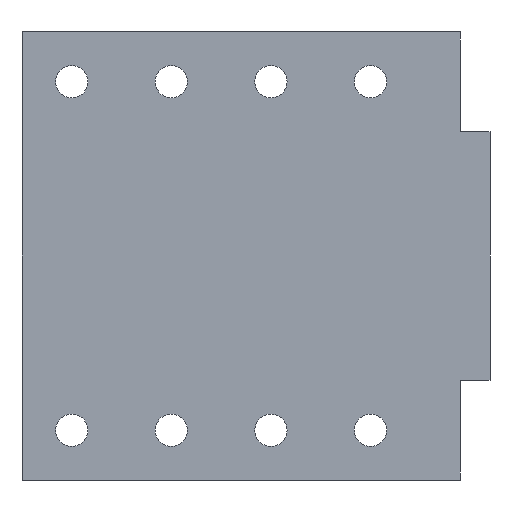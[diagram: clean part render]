
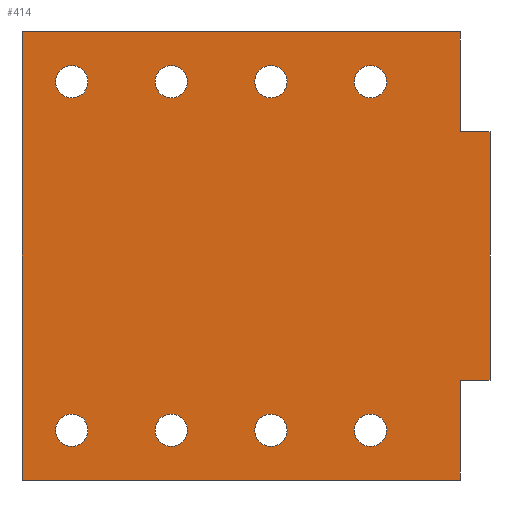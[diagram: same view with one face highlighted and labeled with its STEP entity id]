
A CAD part, front view. The second image highlights one B-rep face of the part: STEP entity #414.
In plain terms, the highlighted planar face has unit normal (0, -1, 0).
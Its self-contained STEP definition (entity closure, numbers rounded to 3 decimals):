
#23=FACE_BOUND('',#85,.T.);
#24=FACE_BOUND('',#86,.T.);
#25=FACE_BOUND('',#87,.T.);
#26=FACE_BOUND('',#88,.T.);
#27=FACE_BOUND('',#89,.T.);
#28=FACE_BOUND('',#90,.T.);
#29=FACE_BOUND('',#91,.T.);
#30=FACE_BOUND('',#92,.T.);
#40=PLANE('',#476);
#58=FACE_OUTER_BOUND('',#84,.T.);
#84=EDGE_LOOP('',(#365,#366,#367,#368,#369,#370,#371,#372));
#85=EDGE_LOOP('',(#373,#374));
#86=EDGE_LOOP('',(#375,#376));
#87=EDGE_LOOP('',(#377,#378));
#88=EDGE_LOOP('',(#379,#380));
#89=EDGE_LOOP('',(#381,#382));
#90=EDGE_LOOP('',(#383,#384));
#91=EDGE_LOOP('',(#385,#386));
#92=EDGE_LOOP('',(#387,#388));
#101=LINE('',#663,#133);
#105=LINE('',#671,#137);
#108=LINE('',#677,#140);
#111=LINE('',#683,#143);
#114=LINE('',#689,#146);
#117=LINE('',#695,#149);
#120=LINE('',#701,#152);
#123=LINE('',#706,#155);
#133=VECTOR('',#553,10.);
#137=VECTOR('',#559,10.);
#140=VECTOR('',#564,10.);
#143=VECTOR('',#569,10.);
#146=VECTOR('',#574,10.);
#149=VECTOR('',#579,10.);
#152=VECTOR('',#584,10.);
#155=VECTOR('',#589,10.);
#157=CIRCLE('',#436,3.25);
#158=CIRCLE('',#437,3.25);
#160=CIRCLE('',#440,3.25);
#161=CIRCLE('',#441,3.25);
#163=CIRCLE('',#444,3.25);
#164=CIRCLE('',#445,3.25);
#166=CIRCLE('',#448,3.25);
#167=CIRCLE('',#449,3.25);
#169=CIRCLE('',#452,3.25);
#170=CIRCLE('',#453,3.25);
#172=CIRCLE('',#456,3.25);
#173=CIRCLE('',#457,3.25);
#175=CIRCLE('',#460,3.25);
#176=CIRCLE('',#461,3.25);
#178=CIRCLE('',#464,3.25);
#179=CIRCLE('',#465,3.25);
#181=VERTEX_POINT('',#597);
#182=VERTEX_POINT('',#598);
#184=VERTEX_POINT('',#605);
#185=VERTEX_POINT('',#606);
#187=VERTEX_POINT('',#613);
#188=VERTEX_POINT('',#614);
#190=VERTEX_POINT('',#621);
#191=VERTEX_POINT('',#622);
#193=VERTEX_POINT('',#629);
#194=VERTEX_POINT('',#630);
#196=VERTEX_POINT('',#637);
#197=VERTEX_POINT('',#638);
#199=VERTEX_POINT('',#645);
#200=VERTEX_POINT('',#646);
#202=VERTEX_POINT('',#653);
#203=VERTEX_POINT('',#654);
#205=VERTEX_POINT('',#661);
#206=VERTEX_POINT('',#662);
#209=VERTEX_POINT('',#670);
#211=VERTEX_POINT('',#676);
#213=VERTEX_POINT('',#682);
#215=VERTEX_POINT('',#688);
#217=VERTEX_POINT('',#694);
#219=VERTEX_POINT('',#700);
#221=EDGE_CURVE('',#181,#182,#157,.T.);
#222=EDGE_CURVE('',#182,#181,#158,.T.);
#225=EDGE_CURVE('',#184,#185,#160,.T.);
#226=EDGE_CURVE('',#185,#184,#161,.T.);
#229=EDGE_CURVE('',#187,#188,#163,.T.);
#230=EDGE_CURVE('',#188,#187,#164,.T.);
#233=EDGE_CURVE('',#190,#191,#166,.T.);
#234=EDGE_CURVE('',#191,#190,#167,.T.);
#237=EDGE_CURVE('',#193,#194,#169,.T.);
#238=EDGE_CURVE('',#194,#193,#170,.T.);
#241=EDGE_CURVE('',#196,#197,#172,.T.);
#242=EDGE_CURVE('',#197,#196,#173,.T.);
#245=EDGE_CURVE('',#199,#200,#175,.T.);
#246=EDGE_CURVE('',#200,#199,#176,.T.);
#249=EDGE_CURVE('',#202,#203,#178,.T.);
#250=EDGE_CURVE('',#203,#202,#179,.T.);
#253=EDGE_CURVE('',#205,#206,#101,.T.);
#257=EDGE_CURVE('',#209,#205,#105,.T.);
#260=EDGE_CURVE('',#211,#209,#108,.T.);
#263=EDGE_CURVE('',#213,#211,#111,.T.);
#266=EDGE_CURVE('',#215,#213,#114,.T.);
#269=EDGE_CURVE('',#217,#215,#117,.T.);
#272=EDGE_CURVE('',#219,#217,#120,.T.);
#275=EDGE_CURVE('',#206,#219,#123,.T.);
#365=ORIENTED_EDGE('',*,*,#275,.F.);
#366=ORIENTED_EDGE('',*,*,#253,.F.);
#367=ORIENTED_EDGE('',*,*,#257,.F.);
#368=ORIENTED_EDGE('',*,*,#260,.F.);
#369=ORIENTED_EDGE('',*,*,#263,.F.);
#370=ORIENTED_EDGE('',*,*,#266,.F.);
#371=ORIENTED_EDGE('',*,*,#269,.F.);
#372=ORIENTED_EDGE('',*,*,#272,.F.);
#373=ORIENTED_EDGE('',*,*,#221,.T.);
#374=ORIENTED_EDGE('',*,*,#222,.T.);
#375=ORIENTED_EDGE('',*,*,#225,.T.);
#376=ORIENTED_EDGE('',*,*,#226,.T.);
#377=ORIENTED_EDGE('',*,*,#229,.T.);
#378=ORIENTED_EDGE('',*,*,#230,.T.);
#379=ORIENTED_EDGE('',*,*,#233,.T.);
#380=ORIENTED_EDGE('',*,*,#234,.T.);
#381=ORIENTED_EDGE('',*,*,#237,.T.);
#382=ORIENTED_EDGE('',*,*,#238,.T.);
#383=ORIENTED_EDGE('',*,*,#241,.T.);
#384=ORIENTED_EDGE('',*,*,#242,.T.);
#385=ORIENTED_EDGE('',*,*,#245,.T.);
#386=ORIENTED_EDGE('',*,*,#246,.T.);
#387=ORIENTED_EDGE('',*,*,#249,.T.);
#388=ORIENTED_EDGE('',*,*,#250,.T.);
#414=ADVANCED_FACE('',(#58,#23,#24,#25,#26,#27,#28,#29,#30),#40,.F.);
#436=AXIS2_PLACEMENT_3D('',#599,#481,#482);
#437=AXIS2_PLACEMENT_3D('',#600,#483,#484);
#440=AXIS2_PLACEMENT_3D('',#607,#490,#491);
#441=AXIS2_PLACEMENT_3D('',#608,#492,#493);
#444=AXIS2_PLACEMENT_3D('',#615,#499,#500);
#445=AXIS2_PLACEMENT_3D('',#616,#501,#502);
#448=AXIS2_PLACEMENT_3D('',#623,#508,#509);
#449=AXIS2_PLACEMENT_3D('',#624,#510,#511);
#452=AXIS2_PLACEMENT_3D('',#631,#517,#518);
#453=AXIS2_PLACEMENT_3D('',#632,#519,#520);
#456=AXIS2_PLACEMENT_3D('',#639,#526,#527);
#457=AXIS2_PLACEMENT_3D('',#640,#528,#529);
#460=AXIS2_PLACEMENT_3D('',#647,#535,#536);
#461=AXIS2_PLACEMENT_3D('',#648,#537,#538);
#464=AXIS2_PLACEMENT_3D('',#655,#544,#545);
#465=AXIS2_PLACEMENT_3D('',#656,#546,#547);
#476=AXIS2_PLACEMENT_3D('',#709,#593,#594);
#481=DIRECTION('center_axis',(0.,1.,0.));
#482=DIRECTION('ref_axis',(-1.,0.,0.));
#483=DIRECTION('center_axis',(0.,1.,0.));
#484=DIRECTION('ref_axis',(-1.,0.,0.));
#490=DIRECTION('center_axis',(0.,1.,0.));
#491=DIRECTION('ref_axis',(-1.,0.,0.));
#492=DIRECTION('center_axis',(0.,1.,0.));
#493=DIRECTION('ref_axis',(-1.,0.,0.));
#499=DIRECTION('center_axis',(0.,1.,0.));
#500=DIRECTION('ref_axis',(-1.,0.,0.));
#501=DIRECTION('center_axis',(0.,1.,0.));
#502=DIRECTION('ref_axis',(-1.,0.,0.));
#508=DIRECTION('center_axis',(0.,1.,0.));
#509=DIRECTION('ref_axis',(-1.,0.,0.));
#510=DIRECTION('center_axis',(0.,1.,0.));
#511=DIRECTION('ref_axis',(-1.,0.,0.));
#517=DIRECTION('center_axis',(0.,1.,0.));
#518=DIRECTION('ref_axis',(-1.,0.,0.));
#519=DIRECTION('center_axis',(0.,1.,0.));
#520=DIRECTION('ref_axis',(-1.,0.,0.));
#526=DIRECTION('center_axis',(0.,1.,0.));
#527=DIRECTION('ref_axis',(-1.,0.,0.));
#528=DIRECTION('center_axis',(0.,1.,0.));
#529=DIRECTION('ref_axis',(-1.,0.,0.));
#535=DIRECTION('center_axis',(0.,1.,0.));
#536=DIRECTION('ref_axis',(-1.,0.,0.));
#537=DIRECTION('center_axis',(0.,1.,0.));
#538=DIRECTION('ref_axis',(-1.,0.,0.));
#544=DIRECTION('center_axis',(0.,1.,0.));
#545=DIRECTION('ref_axis',(-1.,0.,0.));
#546=DIRECTION('center_axis',(0.,1.,0.));
#547=DIRECTION('ref_axis',(-1.,0.,0.));
#553=DIRECTION('',(-1.,0.,0.));
#559=DIRECTION('',(0.,0.,-1.));
#564=DIRECTION('',(1.,0.,0.));
#569=DIRECTION('',(0.,0.,-1.));
#574=DIRECTION('',(1.,0.,0.));
#579=DIRECTION('',(0.,0.,1.));
#584=DIRECTION('',(-1.,0.,0.));
#589=DIRECTION('',(0.,0.,-1.));
#593=DIRECTION('center_axis',(0.,1.,0.));
#594=DIRECTION('ref_axis',(0.,0.,1.));
#597=CARTESIAN_POINT('',(5.08,0.,4.211));
#598=CARTESIAN_POINT('',(11.58,0.,4.211));
#599=CARTESIAN_POINT('Origin',(8.33,0.,4.211));
#600=CARTESIAN_POINT('Origin',(8.33,0.,4.211));
#605=CARTESIAN_POINT('',(25.08,0.,4.211));
#606=CARTESIAN_POINT('',(31.58,0.,4.211));
#607=CARTESIAN_POINT('Origin',(28.33,0.,4.211));
#608=CARTESIAN_POINT('Origin',(28.33,0.,4.211));
#613=CARTESIAN_POINT('',(45.08,0.,4.211));
#614=CARTESIAN_POINT('',(51.58,0.,4.211));
#615=CARTESIAN_POINT('Origin',(48.33,0.,4.211));
#616=CARTESIAN_POINT('Origin',(48.33,0.,4.211));
#621=CARTESIAN_POINT('',(65.08,0.,4.211));
#622=CARTESIAN_POINT('',(71.58,0.,4.211));
#623=CARTESIAN_POINT('Origin',(68.33,0.,4.211));
#624=CARTESIAN_POINT('Origin',(68.33,0.,4.211));
#629=CARTESIAN_POINT('',(65.08,0.,-65.789));
#630=CARTESIAN_POINT('',(71.58,0.,-65.789));
#631=CARTESIAN_POINT('Origin',(68.33,0.,-65.789));
#632=CARTESIAN_POINT('Origin',(68.33,0.,-65.789));
#637=CARTESIAN_POINT('',(45.08,0.,-65.789));
#638=CARTESIAN_POINT('',(51.58,0.,-65.789));
#639=CARTESIAN_POINT('Origin',(48.33,0.,-65.789));
#640=CARTESIAN_POINT('Origin',(48.33,0.,-65.789));
#645=CARTESIAN_POINT('',(25.08,0.,-65.789));
#646=CARTESIAN_POINT('',(31.58,0.,-65.789));
#647=CARTESIAN_POINT('Origin',(28.33,0.,-65.789));
#648=CARTESIAN_POINT('Origin',(28.33,0.,-65.789));
#653=CARTESIAN_POINT('',(5.08,0.,-65.789));
#654=CARTESIAN_POINT('',(11.58,0.,-65.789));
#655=CARTESIAN_POINT('Origin',(8.33,0.,-65.789));
#656=CARTESIAN_POINT('Origin',(8.33,0.,-65.789));
#661=CARTESIAN_POINT('',(92.33,0.,-55.789));
#662=CARTESIAN_POINT('',(86.33,0.,-55.789));
#663=CARTESIAN_POINT('',(92.33,0.,-55.789));
#670=CARTESIAN_POINT('',(92.33,0.,-5.789));
#671=CARTESIAN_POINT('',(92.33,0.,-5.789));
#676=CARTESIAN_POINT('',(86.33,0.,-5.789));
#677=CARTESIAN_POINT('',(86.33,0.,-5.789));
#682=CARTESIAN_POINT('',(86.33,0.,14.211));
#683=CARTESIAN_POINT('',(86.33,0.,14.211));
#688=CARTESIAN_POINT('',(-1.67,0.,14.211));
#689=CARTESIAN_POINT('',(-1.67,0.,14.211));
#694=CARTESIAN_POINT('',(-1.67,0.,-75.789));
#695=CARTESIAN_POINT('',(-1.67,0.,-75.789));
#700=CARTESIAN_POINT('',(86.33,0.,-75.789));
#701=CARTESIAN_POINT('',(86.33,0.,-75.789));
#706=CARTESIAN_POINT('',(86.33,0.,14.211));
#709=CARTESIAN_POINT('Origin',(45.33,0.,-30.789));
